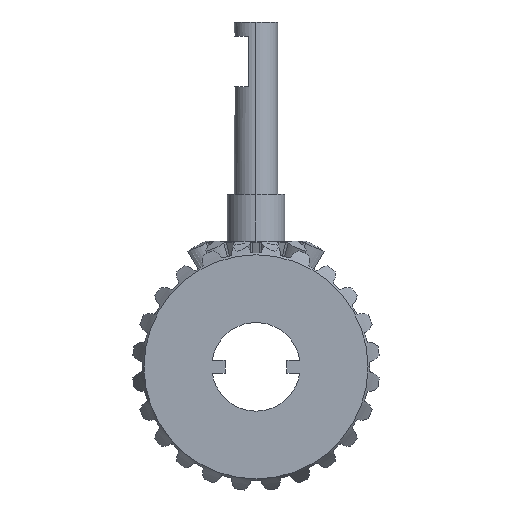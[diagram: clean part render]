
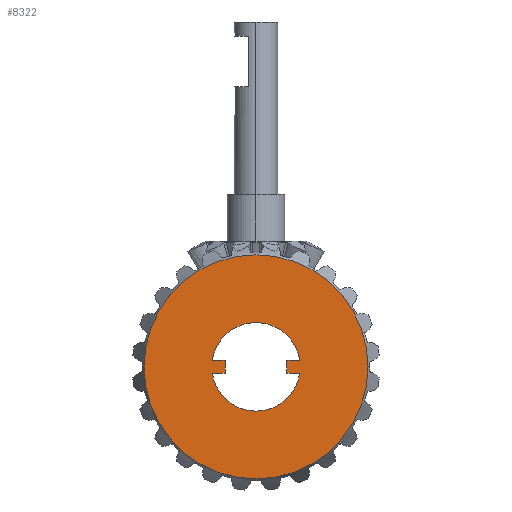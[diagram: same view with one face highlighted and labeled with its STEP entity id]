
A CAD part, left-side view. The second image highlights one B-rep face of the part: STEP entity #8322.
In plain terms, the highlighted planar face has unit normal (-1, 0, 0).
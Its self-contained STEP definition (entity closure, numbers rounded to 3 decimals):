
#56 = LINE ( 'NONE', #7930, #1481 ) ;
#94 = FACE_OUTER_BOUND ( 'NONE', #4862, .T. ) ;
#144 = VERTEX_POINT ( 'NONE', #9101 ) ;
#159 = CARTESIAN_POINT ( 'NONE',  ( -0.001, 2.147, 0. ) ) ;
#257 = VERTEX_POINT ( 'NONE', #10742 ) ;
#422 = AXIS2_PLACEMENT_3D ( 'NONE', #790, #4731, #8794 ) ;
#481 = CIRCLE ( 'NONE', #12015, 3.08 ) ;
#657 = DIRECTION ( 'NONE',  ( 0., 0., 1. ) ) ;
#667 = VECTOR ( 'NONE', #7636, 1000. ) ;
#736 = ORIENTED_EDGE ( 'NONE', *, *, #10058, .F. ) ;
#790 = CARTESIAN_POINT ( 'NONE',  ( -0.001, 0., 0. ) ) ;
#923 = AXIS2_PLACEMENT_3D ( 'NONE', #1843, #2039, #5018 ) ;
#1006 = CARTESIAN_POINT ( 'NONE',  ( -0.001, 3.047, 0.45 ) ) ;
#1481 = VECTOR ( 'NONE', #4005, 1000. ) ;
#1544 = VERTEX_POINT ( 'NONE', #9489 ) ;
#1823 = DIRECTION ( 'NONE',  ( -1., 0., 0. ) ) ;
#1843 = CARTESIAN_POINT ( 'NONE',  ( -0.001, 0., 0. ) ) ;
#1919 = LINE ( 'NONE', #2892, #4841 ) ;
#2039 = DIRECTION ( 'NONE',  ( -1., 0., 0. ) ) ;
#2101 = EDGE_CURVE ( 'NONE', #1544, #7212, #11539, .T. ) ;
#2128 = VECTOR ( 'NONE', #4109, 1000. ) ;
#2178 = LINE ( 'NONE', #11903, #7912 ) ;
#2217 = VERTEX_POINT ( 'NONE', #3257 ) ;
#2567 = EDGE_CURVE ( 'NONE', #257, #4668, #3988, .T. ) ;
#2844 = CARTESIAN_POINT ( 'NONE',  ( -0.001, -2.147, -0.45 ) ) ;
#2875 = ORIENTED_EDGE ( 'NONE', *, *, #7097, .F. ) ;
#2892 = CARTESIAN_POINT ( 'NONE',  ( -0.001, 0., -0.45 ) ) ;
#3077 = FACE_BOUND ( 'NONE', #5184, .T. ) ;
#3081 = VERTEX_POINT ( 'NONE', #2844 ) ;
#3141 = CARTESIAN_POINT ( 'NONE',  ( -0.001, 2.147, 0.45 ) ) ;
#3257 = CARTESIAN_POINT ( 'NONE',  ( -0.001, -2.147, 0.45 ) ) ;
#3312 = ORIENTED_EDGE ( 'NONE', *, *, #10535, .F. ) ;
#3358 = AXIS2_PLACEMENT_3D ( 'NONE', #12195, #3509, #657 ) ;
#3509 = DIRECTION ( 'NONE',  ( -1., 0., 0. ) ) ;
#3682 = EDGE_CURVE ( 'NONE', #6145, #12659, #481, .T. ) ;
#3763 = VECTOR ( 'NONE', #10953, 1000. ) ;
#3842 = CARTESIAN_POINT ( 'NONE',  ( -0.001, 0., 0.45 ) ) ;
#3988 = CIRCLE ( 'NONE', #5847, 7.8 ) ;
#4005 = DIRECTION ( 'NONE',  ( 0., -1., 0. ) ) ;
#4056 = LINE ( 'NONE', #6960, #3763 ) ;
#4060 = ORIENTED_EDGE ( 'NONE', *, *, #2101, .F. ) ;
#4109 = DIRECTION ( 'NONE',  ( 0., 0., -1. ) ) ;
#4668 = VERTEX_POINT ( 'NONE', #5251 ) ;
#4731 = DIRECTION ( 'NONE',  ( -1., 0., 0. ) ) ;
#4749 = DIRECTION ( 'NONE',  ( 0., 0., 1. ) ) ;
#4796 = CARTESIAN_POINT ( 'NONE',  ( -0.001, 0., 0. ) ) ;
#4817 = CARTESIAN_POINT ( 'NONE',  ( -0.001, 0., 0. ) ) ;
#4841 = VECTOR ( 'NONE', #8694, 1000. ) ;
#4862 = EDGE_LOOP ( 'NONE', ( #5456, #10349 ) ) ;
#5018 = DIRECTION ( 'NONE',  ( 0., 0., 1. ) ) ;
#5081 = EDGE_CURVE ( 'NONE', #4668, #257, #10744, .T. ) ;
#5184 = EDGE_LOOP ( 'NONE', ( #12515, #9138, #2875, #6490, #736, #4060, #8553, #3312, #12757 ) ) ;
#5251 = CARTESIAN_POINT ( 'NONE',  ( -0.001, 0., 7.8 ) ) ;
#5456 = ORIENTED_EDGE ( 'NONE', *, *, #2567, .T. ) ;
#5484 = VERTEX_POINT ( 'NONE', #10899 ) ;
#5581 = EDGE_CURVE ( 'NONE', #2217, #6145, #56, .T. ) ;
#5725 = LINE ( 'NONE', #3842, #667 ) ;
#5727 = DIRECTION ( 'NONE',  ( -1., 0., 0. ) ) ;
#5847 = AXIS2_PLACEMENT_3D ( 'NONE', #4796, #1823, #10541 ) ;
#6145 = VERTEX_POINT ( 'NONE', #10012 ) ;
#6490 = ORIENTED_EDGE ( 'NONE', *, *, #11308, .F. ) ;
#6659 = EDGE_CURVE ( 'NONE', #5484, #1544, #1919, .T. ) ;
#6960 = CARTESIAN_POINT ( 'NONE',  ( -0.001, 0., -0.45 ) ) ;
#7097 = EDGE_CURVE ( 'NONE', #3081, #2217, #2178, .T. ) ;
#7212 = VERTEX_POINT ( 'NONE', #11313 ) ;
#7372 = CARTESIAN_POINT ( 'NONE',  ( -0.001, 0., 0. ) ) ;
#7636 = DIRECTION ( 'NONE',  ( 0., -1., 0. ) ) ;
#7912 = VECTOR ( 'NONE', #9979, 1000. ) ;
#7930 = CARTESIAN_POINT ( 'NONE',  ( -0.001, 0., 0.45 ) ) ;
#8322 = ADVANCED_FACE ( 'NONE', ( #3077, #94 ), #11636, .T. ) ;
#8553 = ORIENTED_EDGE ( 'NONE', *, *, #6659, .F. ) ;
#8694 = DIRECTION ( 'NONE',  ( 0., 1., 0. ) ) ;
#8709 = CIRCLE ( 'NONE', #3358, 3.08 ) ;
#8794 = DIRECTION ( 'NONE',  ( 0., 0., 1. ) ) ;
#9101 = CARTESIAN_POINT ( 'NONE',  ( -0.001, -3.047, -0.45 ) ) ;
#9138 = ORIENTED_EDGE ( 'NONE', *, *, #5581, .F. ) ;
#9489 = CARTESIAN_POINT ( 'NONE',  ( -0.001, 3.047, -0.45 ) ) ;
#9979 = DIRECTION ( 'NONE',  ( 0., 0., 1. ) ) ;
#10012 = CARTESIAN_POINT ( 'NONE',  ( -0.001, -3.047, 0.45 ) ) ;
#10058 = EDGE_CURVE ( 'NONE', #7212, #144, #8709, .T. ) ;
#10349 = ORIENTED_EDGE ( 'NONE', *, *, #5081, .T. ) ;
#10535 = EDGE_CURVE ( 'NONE', #12697, #5484, #11066, .T. ) ;
#10541 = DIRECTION ( 'NONE',  ( 0., 0., 1. ) ) ;
#10742 = CARTESIAN_POINT ( 'NONE',  ( -0.001, 0., -7.8 ) ) ;
#10744 = CIRCLE ( 'NONE', #11759, 7.8 ) ;
#10899 = CARTESIAN_POINT ( 'NONE',  ( -0.001, 2.147, -0.45 ) ) ;
#10953 = DIRECTION ( 'NONE',  ( 0., 1., 0. ) ) ;
#11066 = LINE ( 'NONE', #159, #2128 ) ;
#11177 = DIRECTION ( 'NONE',  ( -1., 0., 0. ) ) ;
#11308 = EDGE_CURVE ( 'NONE', #144, #3081, #4056, .T. ) ;
#11313 = CARTESIAN_POINT ( 'NONE',  ( -0.001, 0., -3.08 ) ) ;
#11367 = DIRECTION ( 'NONE',  ( 0., 0., 1. ) ) ;
#11521 = EDGE_CURVE ( 'NONE', #12659, #12697, #5725, .T. ) ;
#11539 = CIRCLE ( 'NONE', #422, 3.08 ) ;
#11636 = PLANE ( 'NONE',  #923 ) ;
#11759 = AXIS2_PLACEMENT_3D ( 'NONE', #7372, #11177, #11367 ) ;
#11903 = CARTESIAN_POINT ( 'NONE',  ( -0.001, -2.147, 0. ) ) ;
#12015 = AXIS2_PLACEMENT_3D ( 'NONE', #4817, #5727, #4749 ) ;
#12195 = CARTESIAN_POINT ( 'NONE',  ( -0.001, 0., 0. ) ) ;
#12515 = ORIENTED_EDGE ( 'NONE', *, *, #3682, .F. ) ;
#12659 = VERTEX_POINT ( 'NONE', #1006 ) ;
#12697 = VERTEX_POINT ( 'NONE', #3141 ) ;
#12757 = ORIENTED_EDGE ( 'NONE', *, *, #11521, .F. ) ;
